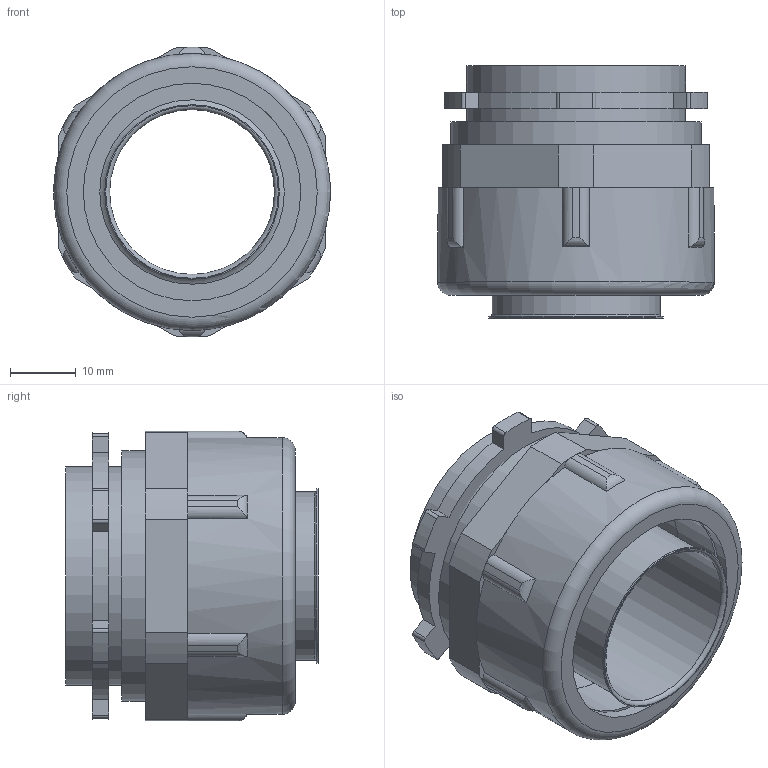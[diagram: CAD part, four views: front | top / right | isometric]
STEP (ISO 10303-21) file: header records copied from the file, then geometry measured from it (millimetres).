
FILE_DESCRIPTION(('STEP AP203'), '1');
FILE_NAME('Ìóôòà ââîäíàÿ äëÿ ìåòàëëîðóêàâà ÂÌ-25 ãàéêà ïîä ãàçîâûé êëþ÷', '', ('UNSPECIFIED'), ('UNSPECIFIED'), 'ASCON STEP Converter 1.6', 'ASCON Math Kernel', '');
FILE_SCHEMA(('CONFIG_CONTROL_DESIGN'));
Length unit declared in the file: millimetre
Products named in the file (1): -04
Bounding box: 41.99 x 38.25 x 43.99 mm (x, y, z)
Volume: 19232.1 mm3; surface area: 24235.1 mm2
Topology: 6 solids, 6 shells, 115 faces, 298 edges, 201 vertices
Faces by surface type: cylinder 66, plane 36, torus 13
Full cylindrical faces by diameter (mm): 25 x1, 25.5 x1, 26.5 x1, 28 x1, 30.5 x1, 33 x3, 33.249 x1, 33.9 x1, 34.4 x1, 35.4 x1, 36 x2, 36.835 x1, 38 x1, 39 x1, 42 x1
Entity records: 4598 total; most frequent: CARTESIAN_POINT 722, DIRECTION 646, ORIENTED_EDGE 546, EDGE_CURVE 273, AXIS2_PLACEMENT_3D 269, VERTEX_POINT 201, EDGE_LOOP 158, CIRCLE 153
